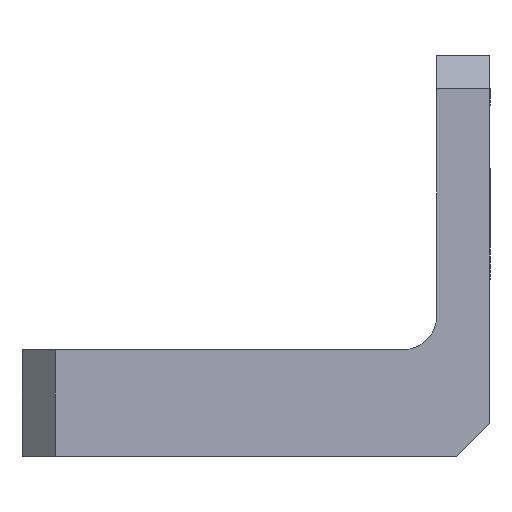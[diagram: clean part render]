
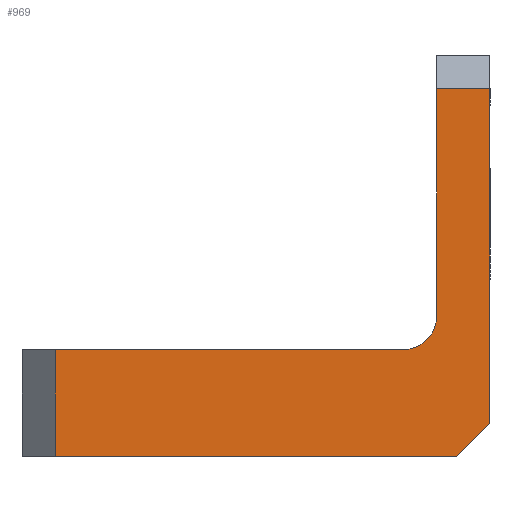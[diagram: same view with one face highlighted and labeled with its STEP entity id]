
A CAD part, left-side view. The second image highlights one B-rep face of the part: STEP entity #969.
In plain terms, the highlighted planar face has unit normal (-1, 0, 0).
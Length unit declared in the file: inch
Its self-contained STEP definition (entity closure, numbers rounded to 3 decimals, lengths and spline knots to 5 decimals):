
#34 = CARTESIAN_POINT ( 'NONE',  ( -0.25, 0., 0. ) ) ;
#42 = PLANE ( 'NONE',  #1034 ) ;
#70 = CARTESIAN_POINT ( 'NONE',  ( -0.25, 0.2, 1.375 ) ) ;
#85 = DIRECTION ( 'NONE',  ( -1., 0., 0. ) ) ;
#118 = CARTESIAN_POINT ( 'NONE',  ( -0.25, 0.2, 0.4 ) ) ;
#149 = DIRECTION ( 'NONE',  ( 0., 0., 1. ) ) ;
#169 = CARTESIAN_POINT ( 'NONE',  ( -0.25, 0.125, 0. ) ) ;
#173 = CARTESIAN_POINT ( 'NONE',  ( -0.25, 0.2, 0.525 ) ) ;
#183 = CARTESIAN_POINT ( 'NONE',  ( -0.25, 0., 1.375 ) ) ;
#193 = DIRECTION ( 'NONE',  ( 0., -1., 0. ) ) ;
#196 = CARTESIAN_POINT ( 'NONE',  ( -0.25, 0., 0.125 ) ) ;
#217 = CARTESIAN_POINT ( 'NONE',  ( -0.25, 1.625, 0.4 ) ) ;
#223 = CARTESIAN_POINT ( 'NONE',  ( -0.25, 1.75, 0.4 ) ) ;
#236 = CARTESIAN_POINT ( 'NONE',  ( -0.25, 1.625, 0. ) ) ;
#240 = CARTESIAN_POINT ( 'NONE',  ( -0.25, 0.325, 0.4 ) ) ;
#249 = DIRECTION ( 'NONE',  ( 0., 1., 0. ) ) ;
#298 = DIRECTION ( 'NONE',  ( 0., 0., 1. ) ) ;
#299 = CARTESIAN_POINT ( 'NONE',  ( -0.25, 0.7375, -0.6125 ) ) ;
#301 = DIRECTION ( 'NONE',  ( 1., 0., 0. ) ) ;
#311 = CARTESIAN_POINT ( 'NONE',  ( -0.25, 1.625, 0. ) ) ;
#313 = CARTESIAN_POINT ( 'NONE',  ( -0.25, 0.325, 0.525 ) ) ;
#317 = DIRECTION ( 'NONE',  ( 0., 0., 1. ) ) ;
#326 = DIRECTION ( 'NONE',  ( 0., -0.707, 0.707 ) ) ;
#332 = DIRECTION ( 'NONE',  ( 0., 1., 0. ) ) ;
#334 = CARTESIAN_POINT ( 'NONE',  ( -0.25, 0.2, 1.375 ) ) ;
#339 = DIRECTION ( 'NONE',  ( 0., 0., -1. ) ) ;
#375 = CARTESIAN_POINT ( 'NONE',  ( -0.25, 0.2, 0.4 ) ) ;
#416 = CARTESIAN_POINT ( 'NONE',  ( -0.25, 0., 0. ) ) ;
#424 = DIRECTION ( 'NONE',  ( 0., 0., -1. ) ) ;
#426 = VECTOR ( 'NONE', #326, 39.37008 ) ;
#454 = VERTEX_POINT ( 'NONE', #173 ) ;
#483 = VERTEX_POINT ( 'NONE', #217 ) ;
#508 = ORIENTED_EDGE ( 'NONE', *, *, #1158, .F. ) ;
#509 = VECTOR ( 'NONE', #193, 39.37008 ) ;
#510 = VECTOR ( 'NONE', #339, 39.37008 ) ;
#562 = FACE_OUTER_BOUND ( 'NONE', #641, .T. ) ;
#564 = ORIENTED_EDGE ( 'NONE', *, *, #1087, .T. ) ;
#574 = VERTEX_POINT ( 'NONE', #70 ) ;
#582 = VERTEX_POINT ( 'NONE', #196 ) ;
#613 = LINE ( 'NONE', #416, #752 ) ;
#615 = CIRCLE ( 'NONE', #1128, 0.125 ) ;
#641 = EDGE_LOOP ( 'NONE', ( #678, #685, #733, #913, #508, #564, #694, #797 ) ) ;
#650 = LINE ( 'NONE', #34, #724 ) ;
#659 = VERTEX_POINT ( 'NONE', #240 ) ;
#674 = LINE ( 'NONE', #118, #509 ) ;
#678 = ORIENTED_EDGE ( 'NONE', *, *, #999, .F. ) ;
#685 = ORIENTED_EDGE ( 'NONE', *, *, #1081, .T. ) ;
#694 = ORIENTED_EDGE ( 'NONE', *, *, #1014, .F. ) ;
#724 = VECTOR ( 'NONE', #249, 39.37008 ) ;
#733 = ORIENTED_EDGE ( 'NONE', *, *, #1154, .F. ) ;
#752 = VECTOR ( 'NONE', #424, 39.37008 ) ;
#760 = LINE ( 'NONE', #299, #426 ) ;
#762 = VERTEX_POINT ( 'NONE', #169 ) ;
#792 = LINE ( 'NONE', #311, #510 ) ;
#797 = ORIENTED_EDGE ( 'NONE', *, *, #1092, .T. ) ;
#806 = VERTEX_POINT ( 'NONE', #236 ) ;
#878 = VECTOR ( 'NONE', #332, 39.37008 ) ;
#891 = VERTEX_POINT ( 'NONE', #183 ) ;
#892 = VECTOR ( 'NONE', #317, 39.37008 ) ;
#910 = LINE ( 'NONE', #375, #892 ) ;
#913 = ORIENTED_EDGE ( 'NONE', *, *, #1080, .T. ) ;
#932 = LINE ( 'NONE', #334, #878 ) ;
#969 = ADVANCED_FACE ( 'NONE', ( #562 ), #42, .T. ) ;
#999 = EDGE_CURVE ( 'NONE', #762, #806, #650, .T. ) ;
#1014 = EDGE_CURVE ( 'NONE', #483, #659, #674, .T. ) ;
#1034 = AXIS2_PLACEMENT_3D ( 'NONE', #223, #85, #149 ) ;
#1080 = EDGE_CURVE ( 'NONE', #891, #574, #932, .T. ) ;
#1081 = EDGE_CURVE ( 'NONE', #762, #582, #760, .T. ) ;
#1087 = EDGE_CURVE ( 'NONE', #454, #659, #615, .T. ) ;
#1092 = EDGE_CURVE ( 'NONE', #483, #806, #792, .T. ) ;
#1128 = AXIS2_PLACEMENT_3D ( 'NONE', #313, #301, #298 ) ;
#1154 = EDGE_CURVE ( 'NONE', #891, #582, #613, .T. ) ;
#1158 = EDGE_CURVE ( 'NONE', #454, #574, #910, .T. ) ;
